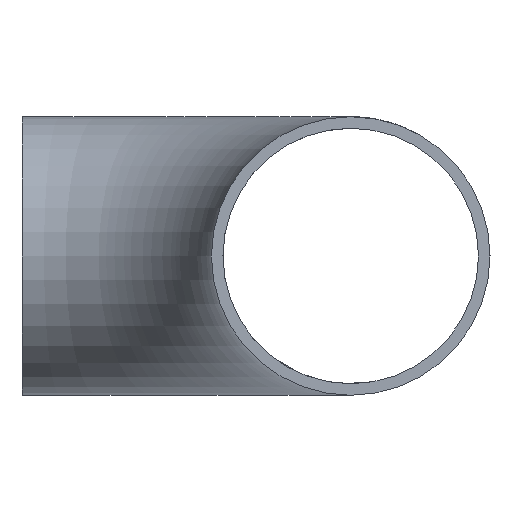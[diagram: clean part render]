
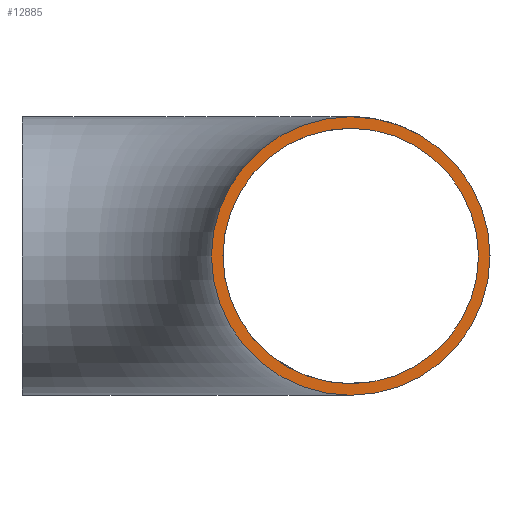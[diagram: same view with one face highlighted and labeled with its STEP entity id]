
A CAD part, left-side view. The second image highlights one B-rep face of the part: STEP entity #12885.
In plain terms, the highlighted planar face has unit normal (-1, 0, 0).
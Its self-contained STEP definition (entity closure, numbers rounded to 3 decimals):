
#286 = AXIS2_PLACEMENT_3D ( 'NONE', #5484, #9827, #2775 ) ;
#1003 = ORIENTED_EDGE ( 'NONE', *, *, #2730, .F. ) ;
#1591 = DIRECTION ( 'NONE',  ( 0., 0., -1. ) ) ;
#1834 = ORIENTED_EDGE ( 'NONE', *, *, #11794, .F. ) ;
#2730 = EDGE_CURVE ( 'NONE', #10127, #9167, #11564, .T. ) ;
#2775 = DIRECTION ( 'NONE',  ( 0., 0., -1. ) ) ;
#3969 = CIRCLE ( 'NONE', #13508, 24.15 ) ;
#4071 = VERTEX_POINT ( 'NONE', #13298 ) ;
#4983 = ORIENTED_EDGE ( 'NONE', *, *, #11334, .T. ) ;
#5102 = DIRECTION ( 'NONE',  ( 0., 0., -1. ) ) ;
#5484 = CARTESIAN_POINT ( 'NONE',  ( 0., 0., 0. ) ) ;
#5514 = DIRECTION ( 'NONE',  ( 1., 0., 0. ) ) ;
#5930 = ORIENTED_EDGE ( 'NONE', *, *, #11528, .T. ) ;
#6366 = DIRECTION ( 'NONE',  ( 1., 0., 0. ) ) ;
#7236 = EDGE_LOOP ( 'NONE', ( #1834, #1003 ) ) ;
#7690 = VERTEX_POINT ( 'NONE', #16582 ) ;
#7727 = CIRCLE ( 'NONE', #12928, 22.15 ) ;
#9167 = VERTEX_POINT ( 'NONE', #11268 ) ;
#9412 = FACE_OUTER_BOUND ( 'NONE', #7236, .T. ) ;
#9477 = DIRECTION ( 'NONE',  ( 1., 0., 0. ) ) ;
#9827 = DIRECTION ( 'NONE',  ( 1., 0., 0. ) ) ;
#10127 = VERTEX_POINT ( 'NONE', #12118 ) ;
#10564 = DIRECTION ( 'NONE',  ( 0., 0., -1. ) ) ;
#11198 = AXIS2_PLACEMENT_3D ( 'NONE', #14725, #9477, #10564 ) ;
#11268 = CARTESIAN_POINT ( 'NONE',  ( 0., 0., -24.15 ) ) ;
#11334 = EDGE_CURVE ( 'NONE', #7690, #4071, #7727, .T. ) ;
#11528 = EDGE_CURVE ( 'NONE', #4071, #7690, #16728, .T. ) ;
#11564 = CIRCLE ( 'NONE', #286, 24.15 ) ;
#11631 = CARTESIAN_POINT ( 'NONE',  ( 0., 0., 0. ) ) ;
#11794 = EDGE_CURVE ( 'NONE', #9167, #10127, #3969, .T. ) ;
#12118 = CARTESIAN_POINT ( 'NONE',  ( 0., 0., 24.15 ) ) ;
#12220 = DIRECTION ( 'NONE',  ( 0., 0., -1. ) ) ;
#12885 = ADVANCED_FACE ( 'NONE', ( #17969, #9412 ), #13577, .F. ) ;
#12928 = AXIS2_PLACEMENT_3D ( 'NONE', #17959, #13936, #1591 ) ;
#13298 = CARTESIAN_POINT ( 'NONE',  ( 0., 0., 22.15 ) ) ;
#13508 = AXIS2_PLACEMENT_3D ( 'NONE', #11631, #6366, #5102 ) ;
#13577 = PLANE ( 'NONE',  #16118 ) ;
#13936 = DIRECTION ( 'NONE',  ( 1., 0., 0. ) ) ;
#14725 = CARTESIAN_POINT ( 'NONE',  ( 0., 0., 0. ) ) ;
#15671 = EDGE_LOOP ( 'NONE', ( #5930, #4983 ) ) ;
#16118 = AXIS2_PLACEMENT_3D ( 'NONE', #17875, #5514, #12220 ) ;
#16582 = CARTESIAN_POINT ( 'NONE',  ( 0., 0., -22.15 ) ) ;
#16728 = CIRCLE ( 'NONE', #11198, 22.15 ) ;
#17875 = CARTESIAN_POINT ( 'NONE',  ( 0., 0., 0. ) ) ;
#17959 = CARTESIAN_POINT ( 'NONE',  ( 0., 0., 0. ) ) ;
#17969 = FACE_BOUND ( 'NONE', #15671, .T. ) ;
